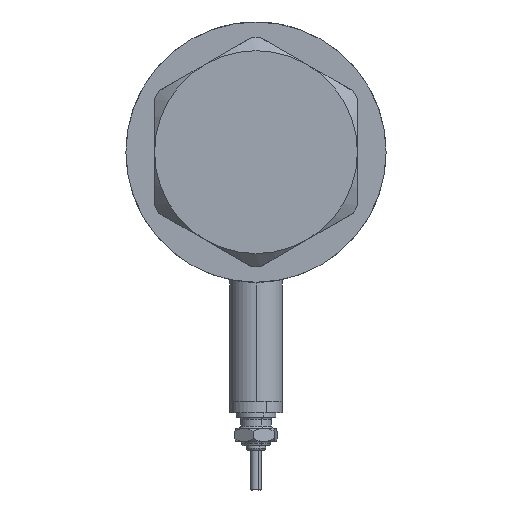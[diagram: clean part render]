
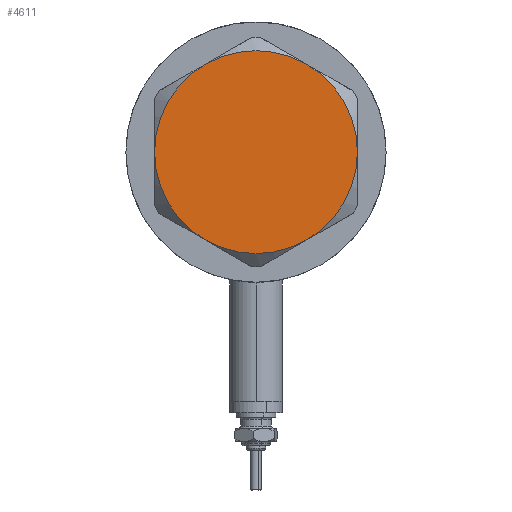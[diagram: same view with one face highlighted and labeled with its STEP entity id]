
A CAD part, left-side view. The second image highlights one B-rep face of the part: STEP entity #4611.
In plain terms, the highlighted face is planar.
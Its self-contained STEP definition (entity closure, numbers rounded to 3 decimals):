
#186 = EDGE_CURVE ( 'NONE', #3368, #2818, #3491, .T. ) ;
#393 = AXIS2_PLACEMENT_3D ( 'NONE', #5590, #4590, #2013 ) ;
#482 = EDGE_CURVE ( 'NONE', #2568, #4541, #2843, .T. ) ;
#611 = CIRCLE ( 'NONE', #1563, 23. ) ;
#718 = DIRECTION ( 'NONE',  ( 1., 0., 0. ) ) ;
#795 = AXIS2_PLACEMENT_3D ( 'NONE', #2460, #6572, #1942 ) ;
#904 = CARTESIAN_POINT ( 'NONE',  ( 0., 0., 13. ) ) ;
#978 = DIRECTION ( 'NONE',  ( 0., 0., 1. ) ) ;
#999 = FACE_OUTER_BOUND ( 'NONE', #4668, .T. ) ;
#1033 = CARTESIAN_POINT ( 'NONE',  ( 11.5, -19.919, 13. ) ) ;
#1060 = ORIENTED_EDGE ( 'NONE', *, *, #3666, .T. ) ;
#1461 = DIRECTION ( 'NONE',  ( 1., 0., 0. ) ) ;
#1563 = AXIS2_PLACEMENT_3D ( 'NONE', #2513, #6097, #1461 ) ;
#1856 = AXIS2_PLACEMENT_3D ( 'NONE', #5641, #2028, #2576 ) ;
#1942 = DIRECTION ( 'NONE',  ( 1., 0., 0. ) ) ;
#1977 = CARTESIAN_POINT ( 'NONE',  ( -11.5, 19.919, 13. ) ) ;
#1982 = CIRCLE ( 'NONE', #795, 23. ) ;
#2013 = DIRECTION ( 'NONE',  ( 1., 0., 0. ) ) ;
#2028 = DIRECTION ( 'NONE',  ( 0., 0., 1. ) ) ;
#2039 = ORIENTED_EDGE ( 'NONE', *, *, #2093, .T. ) ;
#2093 = EDGE_CURVE ( 'NONE', #2818, #2568, #1982, .T. ) ;
#2118 = ORIENTED_EDGE ( 'NONE', *, *, #4492, .T. ) ;
#2154 = CARTESIAN_POINT ( 'NONE',  ( -11.5, -19.919, 13. ) ) ;
#2392 = CARTESIAN_POINT ( 'NONE',  ( 0., 0., 13. ) ) ;
#2460 = CARTESIAN_POINT ( 'NONE',  ( 0., 0., 13. ) ) ;
#2513 = CARTESIAN_POINT ( 'NONE',  ( 0., 0., 13. ) ) ;
#2568 = VERTEX_POINT ( 'NONE', #2571 ) ;
#2571 = CARTESIAN_POINT ( 'NONE',  ( 11.5, 19.919, 13. ) ) ;
#2576 = DIRECTION ( 'NONE',  ( 1., 0., 0. ) ) ;
#2637 = EDGE_CURVE ( 'NONE', #4541, #3358, #4156, .T. ) ;
#2643 = AXIS2_PLACEMENT_3D ( 'NONE', #5602, #978, #718 ) ;
#2818 = VERTEX_POINT ( 'NONE', #3334 ) ;
#2843 = CIRCLE ( 'NONE', #4152, 23. ) ;
#3334 = CARTESIAN_POINT ( 'NONE',  ( 23., 0., 13. ) ) ;
#3358 = VERTEX_POINT ( 'NONE', #6569 ) ;
#3368 = VERTEX_POINT ( 'NONE', #1033 ) ;
#3398 = VERTEX_POINT ( 'NONE', #2154 ) ;
#3491 = CIRCLE ( 'NONE', #1856, 23. ) ;
#3504 = DIRECTION ( 'NONE',  ( 1., 0., 0. ) ) ;
#3513 = ORIENTED_EDGE ( 'NONE', *, *, #482, .T. ) ;
#3666 = EDGE_CURVE ( 'NONE', #3398, #3368, #611, .T. ) ;
#4152 = AXIS2_PLACEMENT_3D ( 'NONE', #2392, #5402, #4954 ) ;
#4156 = CIRCLE ( 'NONE', #2643, 23. ) ;
#4492 = EDGE_CURVE ( 'NONE', #3358, #3398, #5892, .T. ) ;
#4541 = VERTEX_POINT ( 'NONE', #1977 ) ;
#4590 = DIRECTION ( 'NONE',  ( 0., 0., 1. ) ) ;
#4611 = ADVANCED_FACE ( 'NONE', ( #999 ), #5125, .T. ) ;
#4668 = EDGE_LOOP ( 'NONE', ( #5496, #2039, #3513, #5510, #2118, #1060 ) ) ;
#4954 = DIRECTION ( 'NONE',  ( 1., 0., 0. ) ) ;
#5125 = PLANE ( 'NONE',  #393 ) ;
#5402 = DIRECTION ( 'NONE',  ( 0., 0., 1. ) ) ;
#5496 = ORIENTED_EDGE ( 'NONE', *, *, #186, .T. ) ;
#5510 = ORIENTED_EDGE ( 'NONE', *, *, #2637, .T. ) ;
#5590 = CARTESIAN_POINT ( 'NONE',  ( 0., 0., 13. ) ) ;
#5602 = CARTESIAN_POINT ( 'NONE',  ( 0., 0., 13. ) ) ;
#5641 = CARTESIAN_POINT ( 'NONE',  ( 0., 0., 13. ) ) ;
#5789 = AXIS2_PLACEMENT_3D ( 'NONE', #904, #6603, #3504 ) ;
#5892 = CIRCLE ( 'NONE', #5789, 23. ) ;
#6097 = DIRECTION ( 'NONE',  ( 0., 0., 1. ) ) ;
#6569 = CARTESIAN_POINT ( 'NONE',  ( -23., 0., 13. ) ) ;
#6572 = DIRECTION ( 'NONE',  ( 0., 0., 1. ) ) ;
#6603 = DIRECTION ( 'NONE',  ( 0., 0., 1. ) ) ;
